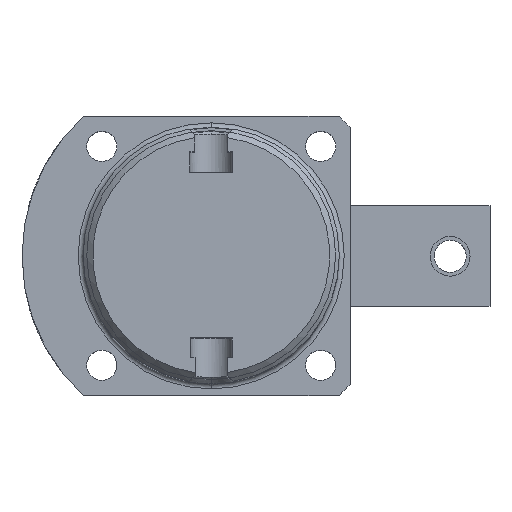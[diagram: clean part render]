
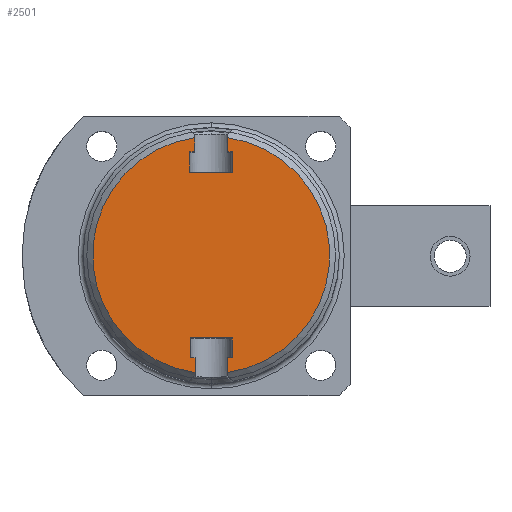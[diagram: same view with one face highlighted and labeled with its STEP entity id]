
A CAD part, top view. The second image highlights one B-rep face of the part: STEP entity #2501.
In plain terms, the highlighted planar face has unit normal (0, 0, 1).
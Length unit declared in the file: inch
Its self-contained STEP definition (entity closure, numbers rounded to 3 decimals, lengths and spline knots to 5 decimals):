
#166=CARTESIAN_POINT('',(0.,0.,3.91));
#167=DIRECTION('',(0.,0.,1.));
#168=DIRECTION('',(0.136,-0.991,0.));
#169=AXIS2_PLACEMENT_3D('',#166,#167,#168);
#190=CARTESIAN_POINT('',(0.,0.,3.91));
#191=DIRECTION('',(0.,0.,1.));
#192=DIRECTION('',(-0.14,0.99,0.));
#193=AXIS2_PLACEMENT_3D('',#190,#191,#192);
#198=DIRECTION('',(0.,1.,0.));
#199=VECTOR('',#198,0.09204);
#200=CARTESIAN_POINT('',(0.1015,-0.73704,3.91));
#201=LINE('',#200,#199);
#205=DIRECTION('',(1.,0.,0.));
#206=VECTOR('',#205,0.031);
#207=CARTESIAN_POINT('',(0.1015,-0.645,3.91));
#208=LINE('',#207,#206);
#212=DIRECTION('',(0.,1.,0.));
#213=VECTOR('',#212,0.125);
#214=CARTESIAN_POINT('',(0.1325,-0.645,3.91));
#215=LINE('',#214,#213);
#219=DIRECTION('',(-1.,0.,0.));
#220=VECTOR('',#219,0.265);
#221=CARTESIAN_POINT('',(0.1325,-0.52,3.91));
#222=LINE('',#221,#220);
#226=DIRECTION('',(0.,-1.,0.));
#227=VECTOR('',#226,0.125);
#228=CARTESIAN_POINT('',(-0.1325,-0.52,3.91));
#229=LINE('',#228,#227);
#233=DIRECTION('',(1.,0.,0.));
#234=VECTOR('',#233,0.031);
#235=CARTESIAN_POINT('',(-0.1325,-0.645,3.91));
#236=LINE('',#235,#234);
#240=DIRECTION('',(0.,1.,0.));
#241=VECTOR('',#240,0.09204);
#242=CARTESIAN_POINT('',(-0.1015,-0.73704,3.91));
#243=LINE('',#242,#241);
#247=DIRECTION('',(0.,-1.,0.));
#248=VECTOR('',#247,0.0867);
#249=CARTESIAN_POINT('',(-0.104,0.7367,3.91));
#250=LINE('',#249,#248);
#254=DIRECTION('',(-1.,0.,0.));
#255=VECTOR('',#254,0.031);
#256=CARTESIAN_POINT('',(-0.104,0.65,3.91));
#257=LINE('',#256,#255);
#261=DIRECTION('',(0.,-1.,0.));
#262=VECTOR('',#261,0.13);
#263=CARTESIAN_POINT('',(-0.135,0.65,3.91));
#264=LINE('',#263,#262);
#268=DIRECTION('',(1.,0.,0.));
#269=VECTOR('',#268,0.27);
#270=CARTESIAN_POINT('',(-0.135,0.52,3.91));
#271=LINE('',#270,#269);
#275=DIRECTION('',(0.,1.,0.));
#276=VECTOR('',#275,0.13);
#277=CARTESIAN_POINT('',(0.135,0.52,3.91));
#278=LINE('',#277,#276);
#282=DIRECTION('',(-1.,0.,0.));
#283=VECTOR('',#282,0.031);
#284=CARTESIAN_POINT('',(0.135,0.65,3.91));
#285=LINE('',#284,#283);
#289=DIRECTION('',(0.,-1.,0.));
#290=VECTOR('',#289,0.0867);
#291=CARTESIAN_POINT('',(0.104,0.7367,3.91));
#292=LINE('',#291,#290);
#2203=CARTESIAN_POINT('',(-0.104,0.65,3.91));
#2204=CARTESIAN_POINT('',(-0.135,0.65,3.91));
#2205=VERTEX_POINT('',#2203);
#2206=VERTEX_POINT('',#2204);
#2207=CARTESIAN_POINT('',(-0.135,0.52,3.91));
#2208=VERTEX_POINT('',#2207);
#2209=CARTESIAN_POINT('',(0.135,0.52,3.91));
#2210=VERTEX_POINT('',#2209);
#2211=CARTESIAN_POINT('',(0.135,0.65,3.91));
#2212=VERTEX_POINT('',#2211);
#2213=CARTESIAN_POINT('',(0.104,0.65,3.91));
#2214=VERTEX_POINT('',#2213);
#2243=CARTESIAN_POINT('',(-0.104,0.7367,3.91));
#2244=VERTEX_POINT('',#2243);
#2245=CARTESIAN_POINT('',(0.104,0.7367,3.91));
#2246=VERTEX_POINT('',#2245);
#2288=CARTESIAN_POINT('',(0.1015,-0.73704,3.91));
#2289=CARTESIAN_POINT('',(0.1015,-0.645,3.91));
#2290=VERTEX_POINT('',#2288);
#2291=VERTEX_POINT('',#2289);
#2292=CARTESIAN_POINT('',(0.1325,-0.645,3.91));
#2293=VERTEX_POINT('',#2292);
#2294=CARTESIAN_POINT('',(0.1325,-0.52,3.91));
#2295=VERTEX_POINT('',#2294);
#2296=CARTESIAN_POINT('',(-0.1325,-0.52,3.91));
#2297=VERTEX_POINT('',#2296);
#2298=CARTESIAN_POINT('',(-0.1325,-0.645,3.91));
#2299=VERTEX_POINT('',#2298);
#2300=CARTESIAN_POINT('',(-0.1015,-0.645,3.91));
#2301=VERTEX_POINT('',#2300);
#2302=CARTESIAN_POINT('',(-0.1015,-0.73704,3.91));
#2303=VERTEX_POINT('',#2302);
#2465=CARTESIAN_POINT('',(0.,0.,3.91));
#2466=DIRECTION('',(0.,0.,1.));
#2467=DIRECTION('',(1.,0.,0.));
#2468=AXIS2_PLACEMENT_3D('',#2465,#2466,#2467);
#2469=PLANE('',#2468);
#2470=ORIENTED_EDGE('',*,*,#2405,.T.);
#2472=ORIENTED_EDGE('',*,*,#2471,.T.);
#2474=ORIENTED_EDGE('',*,*,#2473,.T.);
#2476=ORIENTED_EDGE('',*,*,#2475,.T.);
#2478=ORIENTED_EDGE('',*,*,#2477,.T.);
#2480=ORIENTED_EDGE('',*,*,#2479,.T.);
#2482=ORIENTED_EDGE('',*,*,#2481,.F.);
#2483=ORIENTED_EDGE('',*,*,#2460,.F.);
#2485=ORIENTED_EDGE('',*,*,#2484,.T.);
#2487=ORIENTED_EDGE('',*,*,#2486,.T.);
#2489=ORIENTED_EDGE('',*,*,#2488,.T.);
#2491=ORIENTED_EDGE('',*,*,#2490,.T.);
#2493=ORIENTED_EDGE('',*,*,#2492,.T.);
#2495=ORIENTED_EDGE('',*,*,#2494,.T.);
#2497=ORIENTED_EDGE('',*,*,#2496,.F.);
#2498=ORIENTED_EDGE('',*,*,#2433,.F.);
#2499=EDGE_LOOP('',(#2470,#2472,#2474,#2476,#2478,#2480,#2482,#2483,#2485,#2487,
#2489,#2491,#2493,#2495,#2497,#2498));
#2500=FACE_OUTER_BOUND('',#2499,.F.);
#2501=ADVANCED_FACE('',(#2500),#2469,.T.);
#170=CIRCLE('',#169,0.744);
#194=CIRCLE('',#193,0.744);
#2405=EDGE_CURVE('',#2290,#2291,#201,.T.);
#2433=EDGE_CURVE('',#2290,#2246,#170,.T.);
#2460=EDGE_CURVE('',#2244,#2303,#194,.T.);
#2471=EDGE_CURVE('',#2291,#2293,#208,.T.);
#2473=EDGE_CURVE('',#2293,#2295,#215,.T.);
#2475=EDGE_CURVE('',#2295,#2297,#222,.T.);
#2477=EDGE_CURVE('',#2297,#2299,#229,.T.);
#2479=EDGE_CURVE('',#2299,#2301,#236,.T.);
#2481=EDGE_CURVE('',#2303,#2301,#243,.T.);
#2484=EDGE_CURVE('',#2244,#2205,#250,.T.);
#2486=EDGE_CURVE('',#2205,#2206,#257,.T.);
#2488=EDGE_CURVE('',#2206,#2208,#264,.T.);
#2490=EDGE_CURVE('',#2208,#2210,#271,.T.);
#2492=EDGE_CURVE('',#2210,#2212,#278,.T.);
#2494=EDGE_CURVE('',#2212,#2214,#285,.T.);
#2496=EDGE_CURVE('',#2246,#2214,#292,.T.);
